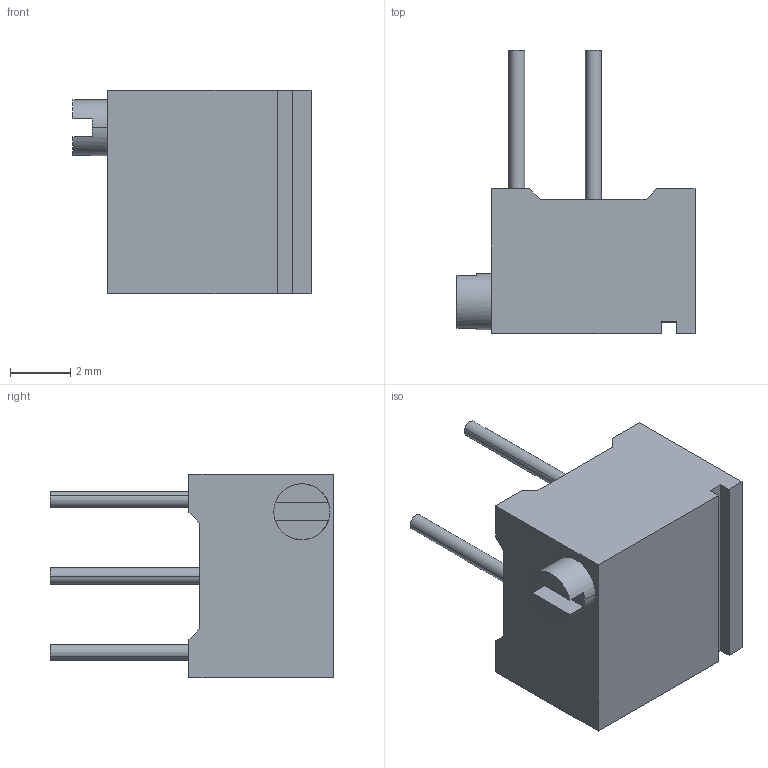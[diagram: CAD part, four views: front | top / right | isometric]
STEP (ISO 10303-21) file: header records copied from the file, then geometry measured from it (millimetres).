
FILE_DESCRIPTION((''),'2;1');
FILE_NAME('64P_SW0001','2013-03-11T',('BMozley'),(''),'PRO/ENGINEER BY PARAMETRIC TECHNOLOGY CORPORATION, 2012480','PRO/ENGINEER BY PARAMETRIC TECHNOLOGY CORPORATION, 2012480','');
FILE_SCHEMA(('CONFIG_CONTROL_DESIGN'));
Length unit declared in the file: inch
Products named in the file (1): 64P_SW0001
Bounding box: 7.9 x 9.4 x 6.76 mm (x, y, z)
Volume: 209.1 mm3; surface area: 261.9 mm2
Topology: 1 solids, 2 shells, 103 faces, 251 edges, 156 vertices
Faces by surface type: plane 82, cylinder 19, cone 2
Entity records: 2993 total; most frequent: CARTESIAN_POINT 522, ORIENTED_EDGE 502, DIRECTION 489, EDGE_CURVE 251, VECTOR 207, LINE 207, VERTEX_POINT 156, AXIS2_PLACEMENT_3D 141
